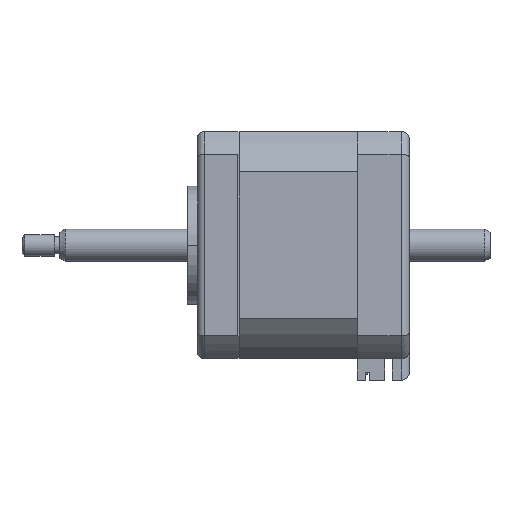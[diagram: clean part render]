
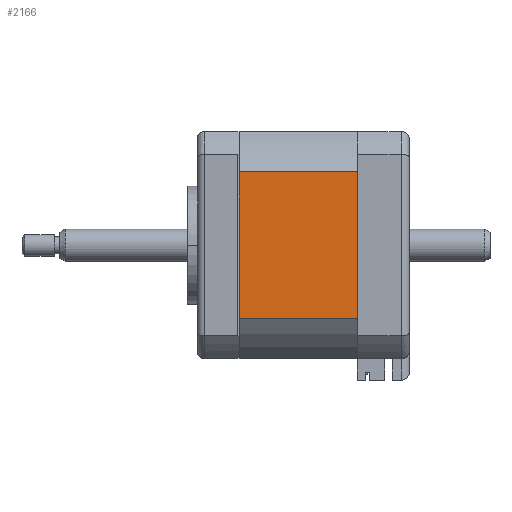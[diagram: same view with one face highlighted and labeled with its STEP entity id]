
A CAD part, top view. The second image highlights one B-rep face of the part: STEP entity #2166.
In plain terms, the highlighted planar face has unit normal (0, 0, 1).
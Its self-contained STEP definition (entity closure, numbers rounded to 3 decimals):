
#336 = LINE ( 'NONE', #5121, #9065 ) ;
#418 = ORIENTED_EDGE ( 'NONE', *, *, #8354, .T. ) ;
#740 = DIRECTION ( 'NONE',  ( 0., -1., 0. ) ) ;
#1006 = VERTEX_POINT ( 'NONE', #6885 ) ;
#1293 = CARTESIAN_POINT ( 'NONE',  ( -20.023, -9.122, 69.4 ) ) ;
#1920 = ORIENTED_EDGE ( 'NONE', *, *, #6537, .T. ) ;
#2042 = CARTESIAN_POINT ( 'NONE',  ( 1.977, -9.122, 69.4 ) ) ;
#2166 = ADVANCED_FACE ( 'NONE', ( #3503 ), #10208, .F. ) ;
#2798 = VERTEX_POINT ( 'NONE', #1293 ) ;
#3503 = FACE_OUTER_BOUND ( 'NONE', #5205, .T. ) ;
#3635 = DIRECTION ( 'NONE',  ( 0., -1., 0. ) ) ;
#3683 = ORIENTED_EDGE ( 'NONE', *, *, #9381, .F. ) ;
#4125 = LINE ( 'NONE', #9442, #6355 ) ;
#4217 = VECTOR ( 'NONE', #5523, 1000. ) ;
#4496 = DIRECTION ( 'NONE',  ( -1., 0., 0. ) ) ;
#4716 = DIRECTION ( 'NONE',  ( 0., 0., -1. ) ) ;
#5009 = VERTEX_POINT ( 'NONE', #8355 ) ;
#5033 = LINE ( 'NONE', #2042, #4217 ) ;
#5121 = CARTESIAN_POINT ( 'NONE',  ( -20.023, -9.122, 69.4 ) ) ;
#5205 = EDGE_LOOP ( 'NONE', ( #418, #3683, #8888, #1920 ) ) ;
#5514 = LINE ( 'NONE', #8752, #7499 ) ;
#5523 = DIRECTION ( 'NONE',  ( -1., 0., 0. ) ) ;
#6355 = VECTOR ( 'NONE', #7660, 1000. ) ;
#6537 = EDGE_CURVE ( 'NONE', #5009, #8027, #4125, .T. ) ;
#6885 = CARTESIAN_POINT ( 'NONE',  ( 1.977, -9.122, 69.4 ) ) ;
#7499 = VECTOR ( 'NONE', #3635, 1000. ) ;
#7660 = DIRECTION ( 'NONE',  ( -1., 0., 0. ) ) ;
#8027 = VERTEX_POINT ( 'NONE', #9917 ) ;
#8354 = EDGE_CURVE ( 'NONE', #8027, #2798, #336, .T. ) ;
#8355 = CARTESIAN_POINT ( 'NONE',  ( 1.977, 18.066, 69.4 ) ) ;
#8752 = CARTESIAN_POINT ( 'NONE',  ( 1.977, -9.122, 69.4 ) ) ;
#8888 = ORIENTED_EDGE ( 'NONE', *, *, #10858, .F. ) ;
#9065 = VECTOR ( 'NONE', #740, 1000. ) ;
#9381 = EDGE_CURVE ( 'NONE', #1006, #2798, #5033, .T. ) ;
#9442 = CARTESIAN_POINT ( 'NONE',  ( 1.977, 18.066, 69.4 ) ) ;
#9917 = CARTESIAN_POINT ( 'NONE',  ( -20.023, 18.066, 69.4 ) ) ;
#10109 = AXIS2_PLACEMENT_3D ( 'NONE', #10181, #4716, #4496 ) ;
#10181 = CARTESIAN_POINT ( 'NONE',  ( 1.977, -9.122, 69.4 ) ) ;
#10208 = PLANE ( 'NONE',  #10109 ) ;
#10858 = EDGE_CURVE ( 'NONE', #5009, #1006, #5514, .T. ) ;
